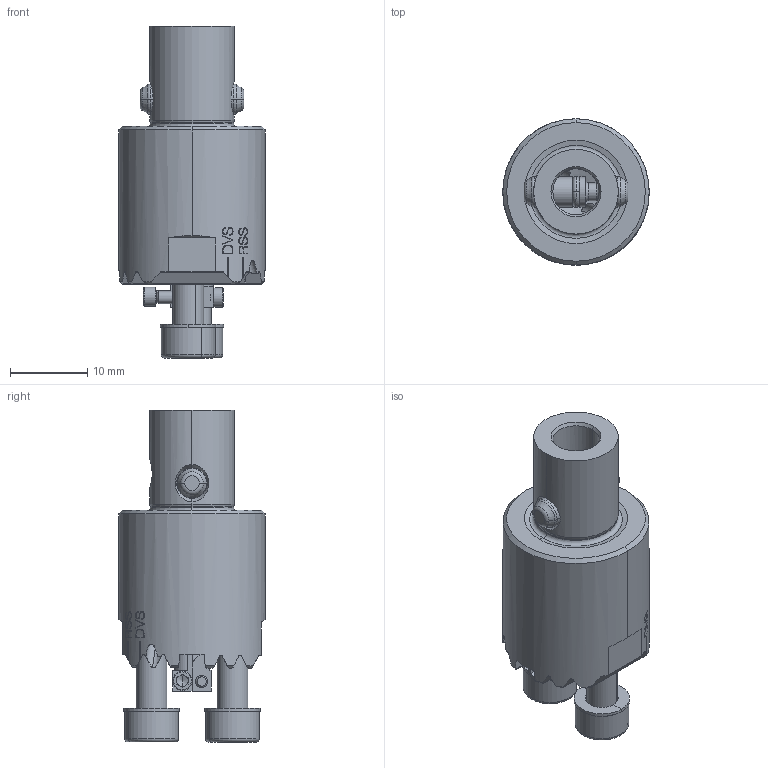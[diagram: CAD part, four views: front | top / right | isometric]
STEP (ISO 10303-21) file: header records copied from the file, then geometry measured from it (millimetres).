
FILE_DESCRIPTION(('no description'),'unknown implementation level');
FILE_NAME('20C27C24-BE6E-4A74-8641-19E064057AA0_export.stp',' ',('CIMSOURCE GmbH'),('CADClick - KiM GmbH - www.kimweb.de'),'unknown preprocess','ACIS','unknown authorization');
FILE_SCHEMA(('automotive_design'));
Length unit declared in the file: millimetre
Products named in the file (11): 319.101 Kaiser SW20-26(31)xCK1|690.191 Kaiser ETL M1.6x0.25x7 spez;Linear austragen1; 319.101 Kaiser SW20-26(31)xCK1|319.150 Kaiser ETL SW20;Fase6; 319.101 Kaiser SW20-26(31)xCK1|690.188 Kaiser ETL M4x18;Verrundung2; 319.101 Kaiser SW20-26(31)xCK1|693.175 Kaiser ETL �4,3_7,2L_gespannt;Rotation1; 319.101 Kaiser SW20-26(31)xCK1|690.184 Kaiser ETL M1.6x8;Schnitt-Linear austragen2; 319.101 Kaiser SW20-26(31)xCK1|319.130 Kaiser SW20xCK1;RSS und DVS; 319.101 Kaiser SW20-26(31)xCK1|691.501 Kaiser ETL D4 X 13K|692.270 O-Ring;Rotation1; 319.101 Kaiser SW20-26(31)xCK1|691.501 Kaiser ETL D4 X 13K|691.521 Mitnehmerbolzen;Rotation1
Bounding box: 19 x 19 x 43.1 mm (x, y, z)
Volume: 6712.5 mm3; surface area: 4871.8 mm2
Topology: 11 solids, 11 shells, 641 faces, 1636 edges, 1026 vertices
Faces by surface type: plane 225, cylinder 150, bspline 124, cone 92, torus 44, sphere 6
Entity records: 55363 total; most frequent: CARTESIAN_POINT 22148, STYLED_ITEM 3298, PRESENTATION_STYLE_ASSIGNMENT 3298, COLOUR_RGB 3298, ORIENTED_EDGE 3240, DIRECTION 2755, EDGE_CURVE 1620, CURVE_STYLE 1620
